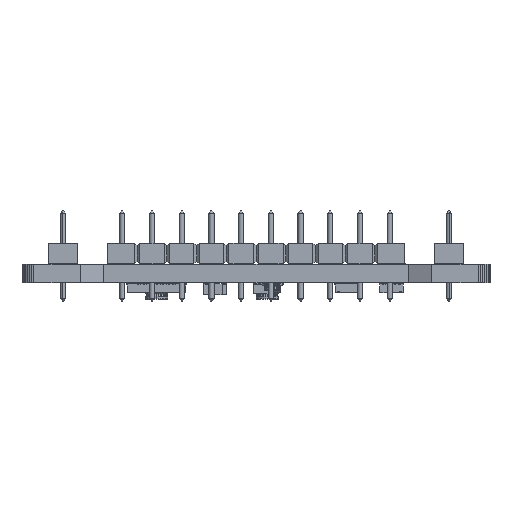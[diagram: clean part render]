
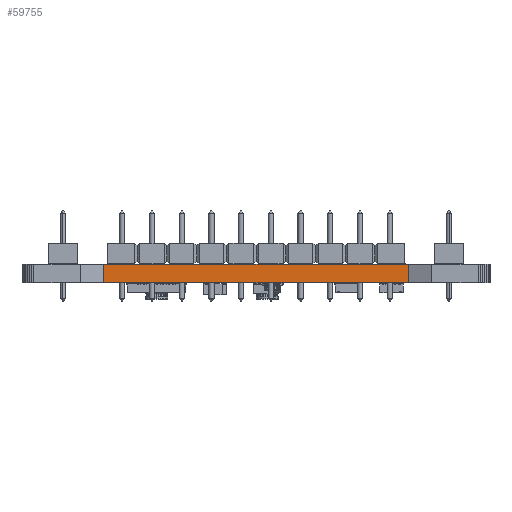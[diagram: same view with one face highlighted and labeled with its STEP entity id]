
A CAD part, left-side view. The second image highlights one B-rep face of the part: STEP entity #59755.
In plain terms, the highlighted planar face has unit normal (-1, 0, 0).
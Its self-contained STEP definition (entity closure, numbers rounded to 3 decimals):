
#53485 = PLANE('',#53486);
#53486 = AXIS2_PLACEMENT_3D('',#53487,#53488,#53489);
#53487 = CARTESIAN_POINT('',(103.058,-59.116,1.56));
#53488 = DIRECTION('',(-0.,-0.,-1.));
#53489 = DIRECTION('',(-1.,0.,0.));
#53539 = PLANE('',#53540);
#53540 = AXIS2_PLACEMENT_3D('',#53541,#53542,#53543);
#53541 = CARTESIAN_POINT('',(103.058,-59.116,0.));
#53542 = DIRECTION('',(-0.,-0.,-1.));
#53543 = DIRECTION('',(-1.,0.,0.));
#54768 = VERTEX_POINT('',#54769);
#54769 = CARTESIAN_POINT('',(84.058,-72.116,0.));
#54783 = PLANE('',#54784);
#54784 = AXIS2_PLACEMENT_3D('',#54785,#54786,#54787);
#54785 = CARTESIAN_POINT('',(83.058,-74.116,0.));
#54786 = DIRECTION('',(-0.894,0.447,0.));
#54787 = DIRECTION('',(0.447,0.894,0.));
#54795 = EDGE_CURVE('',#54768,#54796,#54798,.T.);
#54796 = VERTEX_POINT('',#54797);
#54797 = CARTESIAN_POINT('',(84.058,-46.116,0.));
#54798 = SURFACE_CURVE('',#54799,(#54803,#54810),.PCURVE_S1.);
#54799 = LINE('',#54800,#54801);
#54800 = CARTESIAN_POINT('',(84.058,-72.116,0.));
#54801 = VECTOR('',#54802,1.);
#54802 = DIRECTION('',(0.,1.,0.));
#54803 = PCURVE('',#53539,#54804);
#54804 = DEFINITIONAL_REPRESENTATION('',(#54805),#54809);
#54805 = LINE('',#54806,#54807);
#54806 = CARTESIAN_POINT('',(19.,-13.));
#54807 = VECTOR('',#54808,1.);
#54808 = DIRECTION('',(0.,1.));
#54809 = ( GEOMETRIC_REPRESENTATION_CONTEXT(2) 
PARAMETRIC_REPRESENTATION_CONTEXT() REPRESENTATION_CONTEXT('2D SPACE',''
  ) );
#54810 = PCURVE('',#54811,#54816);
#54811 = PLANE('',#54812);
#54812 = AXIS2_PLACEMENT_3D('',#54813,#54814,#54815);
#54813 = CARTESIAN_POINT('',(84.058,-72.116,0.));
#54814 = DIRECTION('',(-1.,0.,0.));
#54815 = DIRECTION('',(0.,1.,0.));
#54816 = DEFINITIONAL_REPRESENTATION('',(#54817),#54821);
#54817 = LINE('',#54818,#54819);
#54818 = CARTESIAN_POINT('',(0.,0.));
#54819 = VECTOR('',#54820,1.);
#54820 = DIRECTION('',(1.,0.));
#54821 = ( GEOMETRIC_REPRESENTATION_CONTEXT(2) 
PARAMETRIC_REPRESENTATION_CONTEXT() REPRESENTATION_CONTEXT('2D SPACE',''
  ) );
#54839 = PLANE('',#54840);
#54840 = AXIS2_PLACEMENT_3D('',#54841,#54842,#54843);
#54841 = CARTESIAN_POINT('',(84.058,-46.116,0.));
#54842 = DIRECTION('',(-0.894,-0.447,0.));
#54843 = DIRECTION('',(-0.447,0.894,0.));
#57545 = VERTEX_POINT('',#57546);
#57546 = CARTESIAN_POINT('',(84.058,-72.116,1.56));
#57567 = EDGE_CURVE('',#57545,#57568,#57570,.T.);
#57568 = VERTEX_POINT('',#57569);
#57569 = CARTESIAN_POINT('',(84.058,-46.116,1.56));
#57570 = SURFACE_CURVE('',#57571,(#57575,#57582),.PCURVE_S1.);
#57571 = LINE('',#57572,#57573);
#57572 = CARTESIAN_POINT('',(84.058,-72.116,1.56));
#57573 = VECTOR('',#57574,1.);
#57574 = DIRECTION('',(0.,1.,0.));
#57575 = PCURVE('',#53485,#57576);
#57576 = DEFINITIONAL_REPRESENTATION('',(#57577),#57581);
#57577 = LINE('',#57578,#57579);
#57578 = CARTESIAN_POINT('',(19.,-13.));
#57579 = VECTOR('',#57580,1.);
#57580 = DIRECTION('',(0.,1.));
#57581 = ( GEOMETRIC_REPRESENTATION_CONTEXT(2) 
PARAMETRIC_REPRESENTATION_CONTEXT() REPRESENTATION_CONTEXT('2D SPACE',''
  ) );
#57582 = PCURVE('',#54811,#57583);
#57583 = DEFINITIONAL_REPRESENTATION('',(#57584),#57588);
#57584 = LINE('',#57585,#57586);
#57585 = CARTESIAN_POINT('',(0.,-1.56));
#57586 = VECTOR('',#57587,1.);
#57587 = DIRECTION('',(1.,0.));
#57588 = ( GEOMETRIC_REPRESENTATION_CONTEXT(2) 
PARAMETRIC_REPRESENTATION_CONTEXT() REPRESENTATION_CONTEXT('2D SPACE',''
  ) );
#59705 = EDGE_CURVE('',#54796,#57568,#59706,.T.);
#59706 = SURFACE_CURVE('',#59707,(#59711,#59718),.PCURVE_S1.);
#59707 = LINE('',#59708,#59709);
#59708 = CARTESIAN_POINT('',(84.058,-46.116,0.));
#59709 = VECTOR('',#59710,1.);
#59710 = DIRECTION('',(0.,0.,1.));
#59711 = PCURVE('',#54839,#59712);
#59712 = DEFINITIONAL_REPRESENTATION('',(#59713),#59717);
#59713 = LINE('',#59714,#59715);
#59714 = CARTESIAN_POINT('',(0.,0.));
#59715 = VECTOR('',#59716,1.);
#59716 = DIRECTION('',(0.,-1.));
#59717 = ( GEOMETRIC_REPRESENTATION_CONTEXT(2) 
PARAMETRIC_REPRESENTATION_CONTEXT() REPRESENTATION_CONTEXT('2D SPACE',''
  ) );
#59718 = PCURVE('',#54811,#59719);
#59719 = DEFINITIONAL_REPRESENTATION('',(#59720),#59724);
#59720 = LINE('',#59721,#59722);
#59721 = CARTESIAN_POINT('',(26.,0.));
#59722 = VECTOR('',#59723,1.);
#59723 = DIRECTION('',(0.,-1.));
#59724 = ( GEOMETRIC_REPRESENTATION_CONTEXT(2) 
PARAMETRIC_REPRESENTATION_CONTEXT() REPRESENTATION_CONTEXT('2D SPACE',''
  ) );
#59755 = ADVANCED_FACE('',(#59756),#54811,.T.);
#59756 = FACE_BOUND('',#59757,.T.);
#59757 = EDGE_LOOP('',(#59758,#59779,#59780,#59781));
#59758 = ORIENTED_EDGE('',*,*,#59759,.T.);
#59759 = EDGE_CURVE('',#54768,#57545,#59760,.T.);
#59760 = SURFACE_CURVE('',#59761,(#59765,#59772),.PCURVE_S1.);
#59761 = LINE('',#59762,#59763);
#59762 = CARTESIAN_POINT('',(84.058,-72.116,0.));
#59763 = VECTOR('',#59764,1.);
#59764 = DIRECTION('',(0.,0.,1.));
#59765 = PCURVE('',#54811,#59766);
#59766 = DEFINITIONAL_REPRESENTATION('',(#59767),#59771);
#59767 = LINE('',#59768,#59769);
#59768 = CARTESIAN_POINT('',(0.,0.));
#59769 = VECTOR('',#59770,1.);
#59770 = DIRECTION('',(0.,-1.));
#59771 = ( GEOMETRIC_REPRESENTATION_CONTEXT(2) 
PARAMETRIC_REPRESENTATION_CONTEXT() REPRESENTATION_CONTEXT('2D SPACE',''
  ) );
#59772 = PCURVE('',#54783,#59773);
#59773 = DEFINITIONAL_REPRESENTATION('',(#59774),#59778);
#59774 = LINE('',#59775,#59776);
#59775 = CARTESIAN_POINT('',(2.236,0.));
#59776 = VECTOR('',#59777,1.);
#59777 = DIRECTION('',(0.,-1.));
#59778 = ( GEOMETRIC_REPRESENTATION_CONTEXT(2) 
PARAMETRIC_REPRESENTATION_CONTEXT() REPRESENTATION_CONTEXT('2D SPACE',''
  ) );
#59779 = ORIENTED_EDGE('',*,*,#57567,.T.);
#59780 = ORIENTED_EDGE('',*,*,#59705,.F.);
#59781 = ORIENTED_EDGE('',*,*,#54795,.F.);
